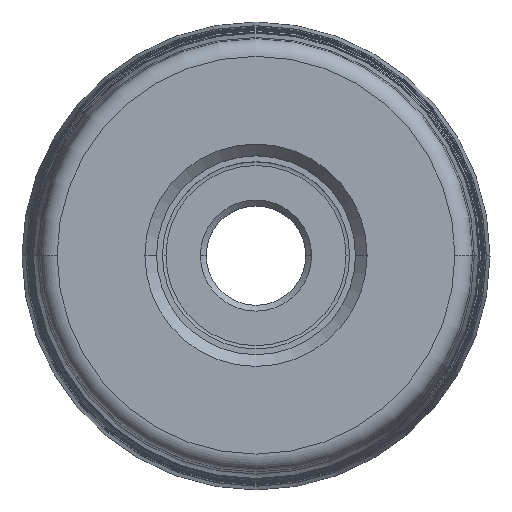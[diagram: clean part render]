
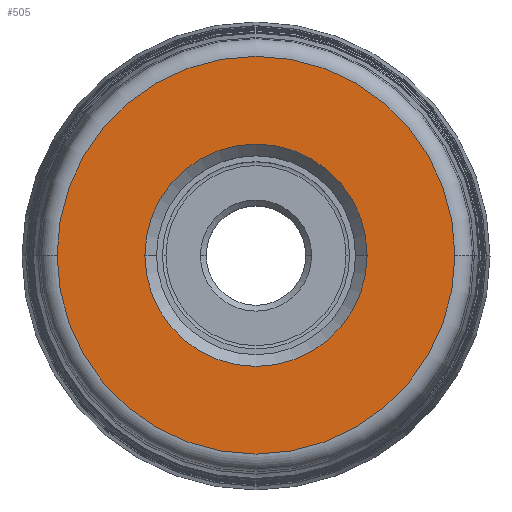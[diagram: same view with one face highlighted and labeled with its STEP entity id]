
A CAD part, top view. The second image highlights one B-rep face of the part: STEP entity #505.
In plain terms, the highlighted planar face has unit normal (0, 0, 1).
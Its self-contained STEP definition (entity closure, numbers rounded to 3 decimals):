
#46=PLANE('',#3668);
#53=FACE_BOUND('',#948,.T.);
#54=FACE_BOUND('',#949,.T.);
#505=ADVANCED_FACE('',(#53,#54),#46,.F.);
#948=EDGE_LOOP('',(#1664,#1665));
#949=EDGE_LOOP('',(#1666,#1667));
#1664=ORIENTED_EDGE('',*,*,#2351,.T.);
#1665=ORIENTED_EDGE('',*,*,#2350,.T.);
#1666=ORIENTED_EDGE('',*,*,#2352,.T.);
#1667=ORIENTED_EDGE('',*,*,#2353,.T.);
#1972=VERTEX_POINT('',#7324);
#1973=VERTEX_POINT('',#7326);
#1974=VERTEX_POINT('',#7331);
#1975=VERTEX_POINT('',#7332);
#2350=EDGE_CURVE('',#1972,#1973,#2911,.T.);
#2351=EDGE_CURVE('',#1973,#1972,#2912,.T.);
#2352=EDGE_CURVE('',#1974,#1975,#2913,.T.);
#2353=EDGE_CURVE('',#1975,#1974,#2914,.T.);
#2911=CIRCLE('',#3663,17.);
#2912=CIRCLE('',#3665,17.);
#2913=CIRCLE('',#3666,9.5);
#2914=CIRCLE('',#3667,9.5);
#3663=AXIS2_PLACEMENT_3D('',#7327,#4397,#4398);
#3665=AXIS2_PLACEMENT_3D('',#7329,#4401,#4402);
#3666=AXIS2_PLACEMENT_3D('',#7330,#4403,#4404);
#3667=AXIS2_PLACEMENT_3D('',#7333,#4405,#4406);
#3668=AXIS2_PLACEMENT_3D('',#7334,#4407,#4408);
#4397=DIRECTION('',(0.,0.,1.));
#4398=DIRECTION('',(-1.,0.,0.));
#4401=DIRECTION('',(0.,0.,1.));
#4402=DIRECTION('',(1.,0.,0.));
#4403=DIRECTION('',(0.,0.,-1.));
#4404=DIRECTION('',(1.,0.,0.));
#4405=DIRECTION('',(0.,0.,-1.));
#4406=DIRECTION('',(-1.,0.,0.));
#4407=DIRECTION('',(0.,0.,-1.));
#4408=DIRECTION('',(-1.,0.,0.));
#7324=CARTESIAN_POINT('',(-17.,0.,0.));
#7326=CARTESIAN_POINT('',(17.,0.,0.));
#7327=CARTESIAN_POINT('',(0.,0.,0.));
#7329=CARTESIAN_POINT('',(0.,0.,0.));
#7330=CARTESIAN_POINT('',(0.,0.,0.));
#7331=CARTESIAN_POINT('',(9.5,0.,0.));
#7332=CARTESIAN_POINT('',(-9.5,0.,0.));
#7333=CARTESIAN_POINT('',(0.,0.,0.));
#7334=CARTESIAN_POINT('',(0.,0.,0.));
